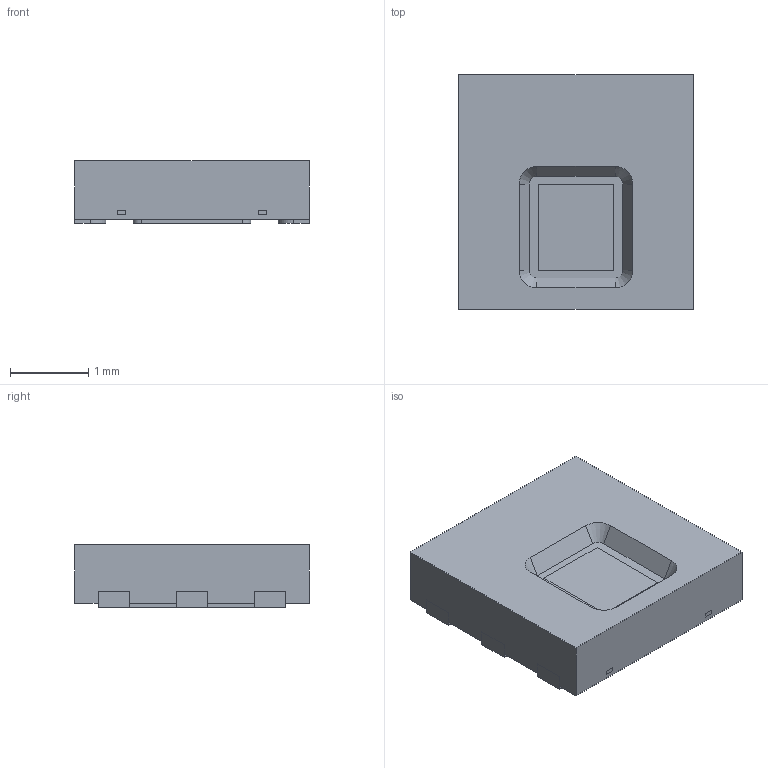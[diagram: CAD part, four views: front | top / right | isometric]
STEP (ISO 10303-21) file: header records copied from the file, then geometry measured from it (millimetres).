
FILE_DESCRIPTION(('FreeCAD Model'),'2;1');
FILE_NAME('Open CASCADE Shape Model','2025-08-02T09:38:57',(''),(''), 'Open CASCADE STEP processor 7.8','FreeCAD','Unknown');
FILE_SCHEMA(('AUTOMOTIVE_DESIGN { 1 0 10303 214 1 1 1 1 }'));
Length unit declared in the file: millimetre
Products named in the file (1): COMPOUND
Bounding box: 3 x 3 x 0.8 mm (x, y, z)
Volume: 6.6 mm3; surface area: 43.9 mm2
Topology: 13 solids, 13 shells, 159 faces, 1134 edges, 3276 vertices
Faces by surface type: plane 127, cylinder 28, cone 4
Entity records: 14619 total; most frequent: CARTESIAN_POINT 4570, DIRECTION 1646, LINE 942, VECTOR 942, GEOMETRIC_CURVE_SET 757, ORIENTED_EDGE 756, TRIMMED_CURVE 756, EDGE_CURVE 378
